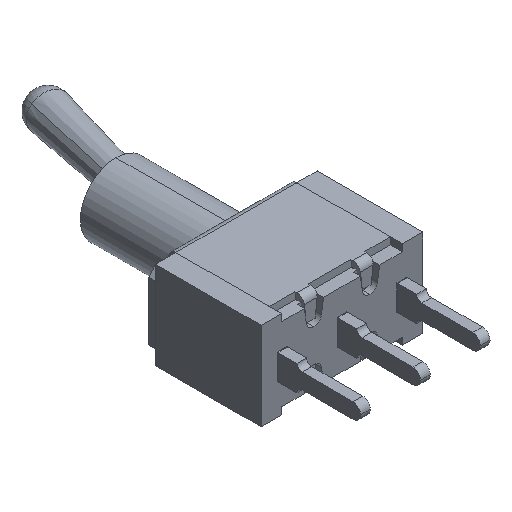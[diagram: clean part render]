
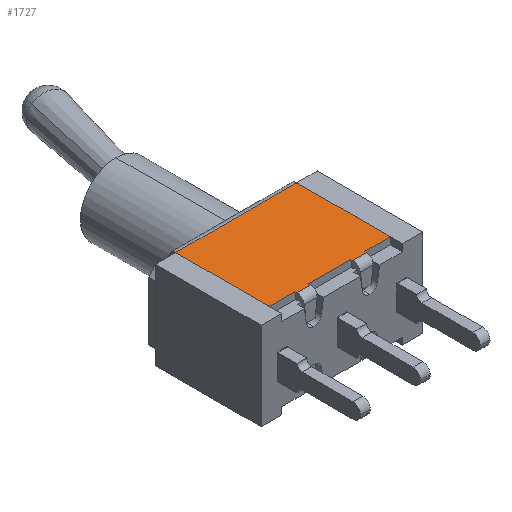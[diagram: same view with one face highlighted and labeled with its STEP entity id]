
A CAD part, isometric view. The second image highlights one B-rep face of the part: STEP entity #1727.
In plain terms, the highlighted planar face has unit normal (0, 0, 1).
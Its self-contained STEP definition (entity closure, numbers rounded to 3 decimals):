
#8 = DIRECTION ( 'NONE',  ( 0., -1., 0. ) ) ;
#22 = CARTESIAN_POINT ( 'NONE',  ( 4.7, 8.6, 0.55 ) ) ;
#37 = EDGE_CURVE ( 'NONE', #3172, #56, #1678, .T. ) ;
#42 = ORIENTED_EDGE ( 'NONE', *, *, #2210, .T. ) ;
#56 = VERTEX_POINT ( 'NONE', #2007 ) ;
#59 = DIRECTION ( 'NONE',  ( 0., -1., 0. ) ) ;
#81 = DIRECTION ( 'NONE',  ( 0., -1., 0. ) ) ;
#99 = CARTESIAN_POINT ( 'NONE',  ( 8., 8.6, 0.55 ) ) ;
#106 = CARTESIAN_POINT ( 'NONE',  ( 0., 0.55, 0.55 ) ) ;
#185 = VECTOR ( 'NONE', #3621, 1000. ) ;
#210 = VERTEX_POINT ( 'NONE', #3349 ) ;
#245 = ORIENTED_EDGE ( 'NONE', *, *, #471, .T. ) ;
#286 = FACE_OUTER_BOUND ( 'NONE', #3870, .T. ) ;
#295 = EDGE_CURVE ( 'NONE', #2194, #2846, #1617, .T. ) ;
#307 = VERTEX_POINT ( 'NONE', #2810 ) ;
#308 = VERTEX_POINT ( 'NONE', #1212 ) ;
#313 = EDGE_CURVE ( 'NONE', #2624, #3976, #3204, .T. ) ;
#368 = LINE ( 'NONE', #1041, #3404 ) ;
#378 = LINE ( 'NONE', #22, #3043 ) ;
#440 = EDGE_CURVE ( 'NONE', #308, #56, #1960, .T. ) ;
#452 = ORIENTED_EDGE ( 'NONE', *, *, #1787, .T. ) ;
#454 = VECTOR ( 'NONE', #81, 1000. ) ;
#471 = EDGE_CURVE ( 'NONE', #2624, #3172, #368, .T. ) ;
#486 = EDGE_CURVE ( 'NONE', #2846, #3029, #2936, .T. ) ;
#714 = EDGE_CURVE ( 'NONE', #4011, #3029, #3134, .T. ) ;
#762 = DIRECTION ( 'NONE',  ( -1., 0., 0. ) ) ;
#1003 = VECTOR ( 'NONE', #2823, 1000. ) ;
#1041 = CARTESIAN_POINT ( 'NONE',  ( 0., 8.05, 0.55 ) ) ;
#1077 = DIRECTION ( 'NONE',  ( -1., 0., 0. ) ) ;
#1120 = VECTOR ( 'NONE', #3500, 1000. ) ;
#1200 = VECTOR ( 'NONE', #2675, 1000. ) ;
#1212 = CARTESIAN_POINT ( 'NONE',  ( 4.7, 7.9, 0.55 ) ) ;
#1244 = CARTESIAN_POINT ( 'NONE',  ( 0., 7.9, 0.55 ) ) ;
#1263 = DIRECTION ( 'NONE',  ( 0., 0., -1. ) ) ;
#1409 = DIRECTION ( 'NONE',  ( 1., 0., 0. ) ) ;
#1417 = CARTESIAN_POINT ( 'NONE',  ( 1.6, 7.9, 0.55 ) ) ;
#1546 = ORIENTED_EDGE ( 'NONE', *, *, #313, .F. ) ;
#1547 = CARTESIAN_POINT ( 'NONE',  ( 0., 7.9, 0.55 ) ) ;
#1617 = LINE ( 'NONE', #3819, #3333 ) ;
#1660 = DIRECTION ( 'NONE',  ( 0., -1., 0. ) ) ;
#1675 = CARTESIAN_POINT ( 'NONE',  ( 11.1, 0.55, 0.55 ) ) ;
#1678 = LINE ( 'NONE', #99, #454 ) ;
#1727 = ADVANCED_FACE ( 'NONE', ( #286 ), #1945, .F. ) ;
#1744 = CARTESIAN_POINT ( 'NONE',  ( 1.6, 7.9, 0.55 ) ) ;
#1764 = AXIS2_PLACEMENT_3D ( 'NONE', #4140, #1263, #762 ) ;
#1785 = LINE ( 'NONE', #106, #3988 ) ;
#1787 = EDGE_CURVE ( 'NONE', #4011, #307, #3602, .T. ) ;
#1789 = VERTEX_POINT ( 'NONE', #1675 ) ;
#1869 = DIRECTION ( 'NONE',  ( 1., 0., 0. ) ) ;
#1945 = PLANE ( 'NONE',  #1764 ) ;
#1960 = LINE ( 'NONE', #3600, #185 ) ;
#1976 = VECTOR ( 'NONE', #8, 1000. ) ;
#2004 = CARTESIAN_POINT ( 'NONE',  ( 3.6, 7.9, 0.55 ) ) ;
#2007 = CARTESIAN_POINT ( 'NONE',  ( 8., 7.9, 0.55 ) ) ;
#2010 = CARTESIAN_POINT ( 'NONE',  ( 9.1, 8.05, 0.55 ) ) ;
#2194 = VERTEX_POINT ( 'NONE', #2986 ) ;
#2210 = EDGE_CURVE ( 'NONE', #307, #1789, #1785, .T. ) ;
#2321 = ORIENTED_EDGE ( 'NONE', *, *, #295, .T. ) ;
#2348 = EDGE_CURVE ( 'NONE', #3976, #210, #4121, .T. ) ;
#2427 = EDGE_CURVE ( 'NONE', #2194, #308, #378, .T. ) ;
#2493 = CARTESIAN_POINT ( 'NONE',  ( 9.1, 8.6, 0.55 ) ) ;
#2624 = VERTEX_POINT ( 'NONE', #2010 ) ;
#2675 = DIRECTION ( 'NONE',  ( 0., -1., 0. ) ) ;
#2804 = ORIENTED_EDGE ( 'NONE', *, *, #3742, .F. ) ;
#2810 = CARTESIAN_POINT ( 'NONE',  ( 1.6, 0.55, 0.55 ) ) ;
#2822 = ORIENTED_EDGE ( 'NONE', *, *, #440, .F. ) ;
#2823 = DIRECTION ( 'NONE',  ( 1., 0., 0. ) ) ;
#2837 = ORIENTED_EDGE ( 'NONE', *, *, #486, .T. ) ;
#2846 = VERTEX_POINT ( 'NONE', #2901 ) ;
#2888 = CARTESIAN_POINT ( 'NONE',  ( 11.1, 7.9, 0.55 ) ) ;
#2901 = CARTESIAN_POINT ( 'NONE',  ( 3.6, 8.05, 0.55 ) ) ;
#2913 = CARTESIAN_POINT ( 'NONE',  ( 3.6, 8.6, 0.55 ) ) ;
#2919 = ORIENTED_EDGE ( 'NONE', *, *, #2427, .F. ) ;
#2935 = ORIENTED_EDGE ( 'NONE', *, *, #2348, .F. ) ;
#2936 = LINE ( 'NONE', #2913, #1200 ) ;
#2986 = CARTESIAN_POINT ( 'NONE',  ( 4.7, 8.05, 0.55 ) ) ;
#3029 = VERTEX_POINT ( 'NONE', #2004 ) ;
#3043 = VECTOR ( 'NONE', #1660, 1000. ) ;
#3106 = VECTOR ( 'NONE', #59, 1000. ) ;
#3134 = LINE ( 'NONE', #1547, #1003 ) ;
#3172 = VERTEX_POINT ( 'NONE', #4090 ) ;
#3204 = LINE ( 'NONE', #2493, #1120 ) ;
#3333 = VECTOR ( 'NONE', #3838, 1000. ) ;
#3349 = CARTESIAN_POINT ( 'NONE',  ( 11.1, 7.9, 0.55 ) ) ;
#3404 = VECTOR ( 'NONE', #1077, 1000. ) ;
#3500 = DIRECTION ( 'NONE',  ( 0., -1., 0. ) ) ;
#3600 = CARTESIAN_POINT ( 'NONE',  ( 0., 7.9, 0.55 ) ) ;
#3602 = LINE ( 'NONE', #1417, #3106 ) ;
#3621 = DIRECTION ( 'NONE',  ( 1., 0., 0. ) ) ;
#3738 = ORIENTED_EDGE ( 'NONE', *, *, #714, .F. ) ;
#3742 = EDGE_CURVE ( 'NONE', #210, #1789, #3847, .T. ) ;
#3819 = CARTESIAN_POINT ( 'NONE',  ( 0., 8.05, 0.55 ) ) ;
#3838 = DIRECTION ( 'NONE',  ( -1., 0., 0. ) ) ;
#3847 = LINE ( 'NONE', #2888, #1976 ) ;
#3870 = EDGE_LOOP ( 'NONE', ( #1546, #245, #4114, #2822, #2919, #2321, #2837, #3738, #452, #42, #2804, #2935 ) ) ;
#3976 = VERTEX_POINT ( 'NONE', #4098 ) ;
#3988 = VECTOR ( 'NONE', #1409, 1000. ) ;
#4011 = VERTEX_POINT ( 'NONE', #1744 ) ;
#4090 = CARTESIAN_POINT ( 'NONE',  ( 8., 8.05, 0.55 ) ) ;
#4098 = CARTESIAN_POINT ( 'NONE',  ( 9.1, 7.9, 0.55 ) ) ;
#4114 = ORIENTED_EDGE ( 'NONE', *, *, #37, .T. ) ;
#4121 = LINE ( 'NONE', #1244, #4125 ) ;
#4125 = VECTOR ( 'NONE', #1869, 1000. ) ;
#4140 = CARTESIAN_POINT ( 'NONE',  ( 0., 7.9, 0.55 ) ) ;
